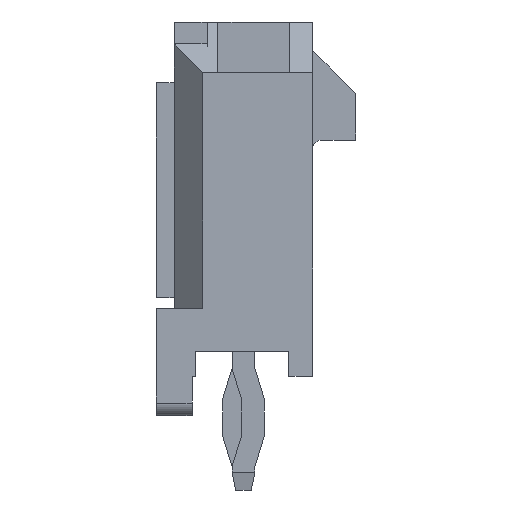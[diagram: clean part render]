
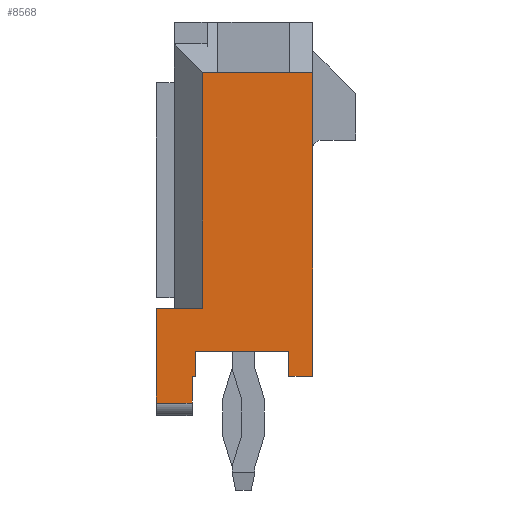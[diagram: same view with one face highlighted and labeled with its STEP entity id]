
A CAD part, left-side view. The second image highlights one B-rep face of the part: STEP entity #8568.
In plain terms, the highlighted face is planar.
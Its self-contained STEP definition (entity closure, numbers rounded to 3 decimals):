
#516=ORIENTED_EDGE('',*,*,#2183,.F.);
#517=ORIENTED_EDGE('',*,*,#2158,.T.);
#518=ORIENTED_EDGE('',*,*,#2184,.T.);
#519=ORIENTED_EDGE('',*,*,#2152,.F.);
#520=ORIENTED_EDGE('',*,*,#2151,.F.);
#521=ORIENTED_EDGE('',*,*,#2145,.F.);
#522=ORIENTED_EDGE('',*,*,#2144,.F.);
#523=ORIENTED_EDGE('',*,*,#2137,.T.);
#524=ORIENTED_EDGE('',*,*,#2134,.T.);
#525=ORIENTED_EDGE('',*,*,#2131,.T.);
#526=ORIENTED_EDGE('',*,*,#2180,.F.);
#527=ORIENTED_EDGE('',*,*,#2185,.F.);
#528=ORIENTED_EDGE('',*,*,#2186,.F.);
#529=ORIENTED_EDGE('',*,*,#2187,.T.);
#2131=EDGE_CURVE('',#2956,#2955,#3592,.T.);
#2134=EDGE_CURVE('',#2958,#2956,#3595,.T.);
#2137=EDGE_CURVE('',#2960,#2958,#3598,.T.);
#2144=EDGE_CURVE('',#2960,#2963,#3605,.T.);
#2145=EDGE_CURVE('',#2963,#2966,#3606,.T.);
#2151=EDGE_CURVE('',#2966,#2969,#3610,.T.);
#2152=EDGE_CURVE('',#2969,#2970,#3611,.T.);
#2158=EDGE_CURVE('',#2973,#2975,#3617,.T.);
#2180=EDGE_CURVE('',#2994,#2955,#3639,.T.);
#2183=EDGE_CURVE('',#2973,#2996,#3642,.T.);
#2184=EDGE_CURVE('',#2975,#2970,#3643,.T.);
#2185=EDGE_CURVE('',#2997,#2994,#3644,.T.);
#2186=EDGE_CURVE('',#2998,#2997,#3645,.T.);
#2187=EDGE_CURVE('',#2998,#2996,#3646,.T.);
#2955=VERTEX_POINT('',#11355);
#2956=VERTEX_POINT('',#11357);
#2958=VERTEX_POINT('',#11363);
#2960=VERTEX_POINT('',#11369);
#2963=VERTEX_POINT('',#11376);
#2966=VERTEX_POINT('',#11385);
#2969=VERTEX_POINT('',#11395);
#2970=VERTEX_POINT('',#11399);
#2973=VERTEX_POINT('',#11406);
#2975=VERTEX_POINT('',#11410);
#2994=VERTEX_POINT('',#11458);
#2996=VERTEX_POINT('',#11464);
#2997=VERTEX_POINT('',#11467);
#2998=VERTEX_POINT('',#11469);
#3592=LINE('',#11356,#4483);
#3595=LINE('',#11362,#4486);
#3598=LINE('',#11368,#4489);
#3605=LINE('',#11382,#4496);
#3606=LINE('',#11384,#4497);
#3610=LINE('',#11396,#4501);
#3611=LINE('',#11398,#4502);
#3617=LINE('',#11411,#4508);
#3639=LINE('',#11457,#4530);
#3642=LINE('',#11463,#4533);
#3643=LINE('',#11465,#4534);
#3644=LINE('',#11466,#4535);
#3645=LINE('',#11468,#4536);
#3646=LINE('',#11470,#4537);
#4483=VECTOR('',#9645,1000.);
#4486=VECTOR('',#9650,1000.);
#4489=VECTOR('',#9655,1000.);
#4496=VECTOR('',#9664,1000.);
#4497=VECTOR('',#9667,1000.);
#4501=VECTOR('',#9679,1000.);
#4502=VECTOR('',#9682,1000.);
#4508=VECTOR('',#9690,1000.);
#4530=VECTOR('',#9724,1000.);
#4533=VECTOR('',#9729,1000.);
#4534=VECTOR('',#9730,1000.);
#4535=VECTOR('',#9731,1000.);
#4536=VECTOR('',#9732,1000.);
#4537=VECTOR('',#9733,1000.);
#5185=EDGE_LOOP('',(#516,#517,#518,#519,#520,#521,#522,#523,#524,#525,#526,
#527,#528,#529));
#5534=FACE_BOUND('',#5185,.T.);
#5878=PLANE('',#8917);
#8568=ADVANCED_FACE('',(#5534),#5878,.F.);
#8917=AXIS2_PLACEMENT_3D('',#11462,#9727,#9728);
#9645=DIRECTION('',(0.,1.,0.));
#9650=DIRECTION('',(0.,0.,1.));
#9655=DIRECTION('',(0.,-1.,0.));
#9664=DIRECTION('',(0.,0.,-1.));
#9667=DIRECTION('',(0.,1.,0.));
#9679=DIRECTION('',(0.,0.,-1.));
#9682=DIRECTION('',(0.,-1.,0.));
#9690=DIRECTION('',(0.,1.,0.));
#9724=DIRECTION('',(0.,0.,-1.));
#9727=DIRECTION('',(-1.,0.,0.));
#9728=DIRECTION('',(0.,0.,1.));
#9729=DIRECTION('',(0.,0.,1.));
#9730=DIRECTION('',(0.,0.,-1.));
#9731=DIRECTION('',(0.,1.,0.));
#9732=DIRECTION('',(0.,0.,1.));
#9733=DIRECTION('',(0.,0.,-1.));
#11355=CARTESIAN_POINT('',(9.325,4.95,1.515));
#11356=CARTESIAN_POINT('',(9.325,4.25,1.515));
#11357=CARTESIAN_POINT('',(9.325,4.25,1.515));
#11362=CARTESIAN_POINT('',(9.325,4.25,-1.085));
#11363=CARTESIAN_POINT('',(9.325,4.25,-1.085));
#11368=CARTESIAN_POINT('',(9.325,4.95,-1.085));
#11369=CARTESIAN_POINT('',(9.325,4.95,-1.085));
#11376=CARTESIAN_POINT('',(9.325,4.95,-1.185));
#11382=CARTESIAN_POINT('',(9.325,4.95,2.185));
#11384=CARTESIAN_POINT('',(9.325,4.95,-1.185));
#11385=CARTESIAN_POINT('',(9.325,5.7,-1.185));
#11395=CARTESIAN_POINT('',(9.325,5.7,-2.185));
#11396=CARTESIAN_POINT('',(9.325,5.7,-1.185));
#11398=CARTESIAN_POINT('',(9.325,4.95,-2.185));
#11399=CARTESIAN_POINT('',(9.325,3.05,-2.185));
#11406=CARTESIAN_POINT('',(9.325,-3.536,-0.885));
#11410=CARTESIAN_POINT('',(9.325,3.05,-0.885));
#11411=CARTESIAN_POINT('',(9.325,3.05,-0.885));
#11457=CARTESIAN_POINT('',(9.325,4.95,2.185));
#11458=CARTESIAN_POINT('',(9.325,4.95,2.185));
#11462=CARTESIAN_POINT('',(9.325,0.,0.));
#11463=CARTESIAN_POINT('',(9.325,-3.536,0.));
#11464=CARTESIAN_POINT('',(9.325,-3.536,-0.465));
#11465=CARTESIAN_POINT('',(9.325,3.05,-1.685));
#11466=CARTESIAN_POINT('',(9.325,-4.95,2.185));
#11467=CARTESIAN_POINT('',(9.325,-3.536,2.185));
#11468=CARTESIAN_POINT('',(9.325,-3.536,0.));
#11469=CARTESIAN_POINT('',(9.325,-3.536,1.535));
#11470=CARTESIAN_POINT('',(9.325,-3.536,1.535));
